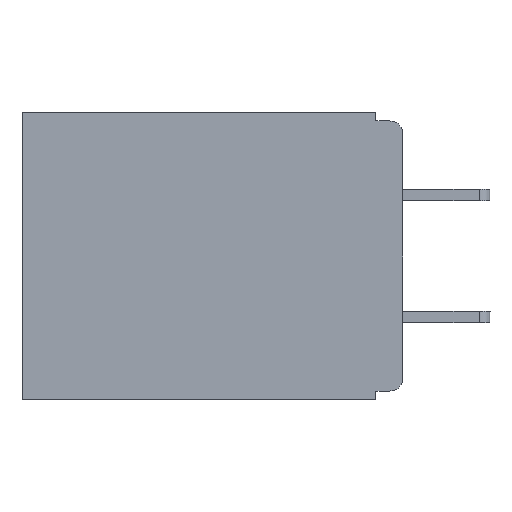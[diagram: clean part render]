
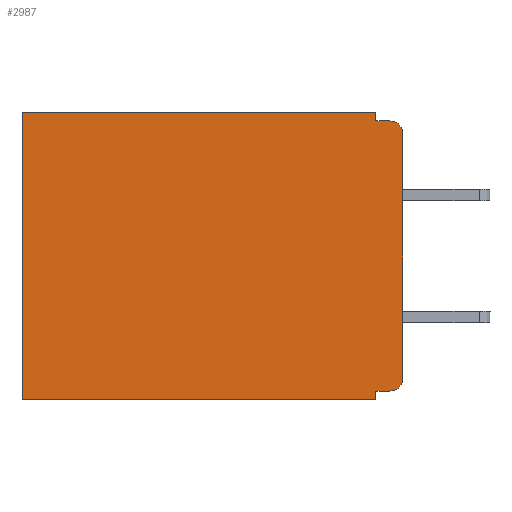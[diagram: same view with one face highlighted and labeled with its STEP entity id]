
A CAD part, left-side view. The second image highlights one B-rep face of the part: STEP entity #2987.
In plain terms, the highlighted planar face has unit normal (-1, 0, 0).
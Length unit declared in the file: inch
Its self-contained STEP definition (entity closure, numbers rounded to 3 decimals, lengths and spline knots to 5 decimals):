
#40 = AXIS2_PLACEMENT_3D ( 'NONE', #1789, #5020, #7497 ) ;
#94 = EDGE_CURVE ( 'NONE', #10534, #5976, #4059, .T. ) ;
#205 = EDGE_CURVE ( 'NONE', #6526, #6159, #9996, .T. ) ;
#208 = VECTOR ( 'NONE', #720, 39.37008 ) ;
#311 = CARTESIAN_POINT ( 'NONE',  ( 0.3, 0.031, -0.33 ) ) ;
#326 = CARTESIAN_POINT ( 'NONE',  ( 0.3, 0., 0. ) ) ;
#364 = VERTEX_POINT ( 'NONE', #9886 ) ;
#387 = LINE ( 'NONE', #10251, #2069 ) ;
#426 = VERTEX_POINT ( 'NONE', #2445 ) ;
#453 = EDGE_CURVE ( 'NONE', #10155, #426, #10529, .T. ) ;
#554 = DIRECTION ( 'NONE',  ( 0., 1., 0. ) ) ;
#720 = DIRECTION ( 'NONE',  ( 0., 0., -1. ) ) ;
#894 = VECTOR ( 'NONE', #7684, 39.37008 ) ;
#907 = ORIENTED_EDGE ( 'NONE', *, *, #453, .F. ) ;
#998 = CARTESIAN_POINT ( 'NONE',  ( 0.3, 0.015, -0.025 ) ) ;
#1177 = ORIENTED_EDGE ( 'NONE', *, *, #94, .F. ) ;
#1194 = CIRCLE ( 'NONE', #40, 0.015 ) ;
#1567 = VERTEX_POINT ( 'NONE', #3201 ) ;
#1593 = CARTESIAN_POINT ( 'NONE',  ( 0.3, 0., -0.305 ) ) ;
#1789 = CARTESIAN_POINT ( 'NONE',  ( 0.3, 0.015, -0.305 ) ) ;
#2011 = VECTOR ( 'NONE', #554, 39.37008 ) ;
#2012 = EDGE_CURVE ( 'NONE', #6526, #7982, #1194, .T. ) ;
#2069 = VECTOR ( 'NONE', #9357, 39.37008 ) ;
#2078 = CARTESIAN_POINT ( 'NONE',  ( 0.3, 0.031, -0.32 ) ) ;
#2445 = CARTESIAN_POINT ( 'NONE',  ( 0.3, 0.437, -0.33 ) ) ;
#2638 = CARTESIAN_POINT ( 'NONE',  ( 0.3, 0.031, 0. ) ) ;
#2710 = ORIENTED_EDGE ( 'NONE', *, *, #8803, .F. ) ;
#2757 = CARTESIAN_POINT ( 'NONE',  ( 0.3, 0.015, -0.32 ) ) ;
#2815 = EDGE_CURVE ( 'NONE', #1567, #5976, #4499, .T. ) ;
#2863 = CARTESIAN_POINT ( 'NONE',  ( 0.3, 0., -0.32 ) ) ;
#2920 = ORIENTED_EDGE ( 'NONE', *, *, #4941, .T. ) ;
#2987 = ADVANCED_FACE ( 'NONE', ( #10340 ), #6349, .F. ) ;
#3057 = DIRECTION ( 'NONE',  ( 1., 0., 0. ) ) ;
#3201 = CARTESIAN_POINT ( 'NONE',  ( 0.3, 0., -0.025 ) ) ;
#3448 = CARTESIAN_POINT ( 'NONE',  ( 0.3, 0., -0.33 ) ) ;
#3449 = CARTESIAN_POINT ( 'NONE',  ( 0.3, 0.015, -0.01 ) ) ;
#3671 = CARTESIAN_POINT ( 'NONE',  ( 0.3, 0., -0.01 ) ) ;
#3673 = AXIS2_PLACEMENT_3D ( 'NONE', #998, #8422, #7745 ) ;
#3797 = LINE ( 'NONE', #6711, #8455 ) ;
#3990 = CARTESIAN_POINT ( 'NONE',  ( 0.3, 0.031, -0.33 ) ) ;
#3995 = LINE ( 'NONE', #2638, #6576 ) ;
#4059 = LINE ( 'NONE', #3671, #4929 ) ;
#4111 = LINE ( 'NONE', #326, #894 ) ;
#4127 = DIRECTION ( 'NONE',  ( 0., 0., -1. ) ) ;
#4140 = DIRECTION ( 'NONE',  ( 0., 1., 0. ) ) ;
#4426 = LINE ( 'NONE', #3990, #208 ) ;
#4499 = CIRCLE ( 'NONE', #3673, 0.015 ) ;
#4635 = CARTESIAN_POINT ( 'NONE',  ( 0.3, 0., -0.33 ) ) ;
#4929 = VECTOR ( 'NONE', #7818, 39.37008 ) ;
#4941 = EDGE_CURVE ( 'NONE', #9660, #364, #4111, .T. ) ;
#5020 = DIRECTION ( 'NONE',  ( -1., 0., 0. ) ) ;
#5050 = CARTESIAN_POINT ( 'NONE',  ( 0.3, 0.031, 0. ) ) ;
#5425 = EDGE_CURVE ( 'NONE', #1567, #7982, #387, .T. ) ;
#5534 = DIRECTION ( 'NONE',  ( 0., 0., -1. ) ) ;
#5576 = VECTOR ( 'NONE', #4140, 39.37008 ) ;
#5976 = VERTEX_POINT ( 'NONE', #3449 ) ;
#6047 = DIRECTION ( 'NONE',  ( 0., 0., -1. ) ) ;
#6141 = ORIENTED_EDGE ( 'NONE', *, *, #205, .F. ) ;
#6159 = VERTEX_POINT ( 'NONE', #2078 ) ;
#6349 = PLANE ( 'NONE',  #7327 ) ;
#6526 = VERTEX_POINT ( 'NONE', #2757 ) ;
#6576 = VECTOR ( 'NONE', #6047, 39.37008 ) ;
#6711 = CARTESIAN_POINT ( 'NONE',  ( 0.3, 0.437, -0.33 ) ) ;
#7327 = AXIS2_PLACEMENT_3D ( 'NONE', #4635, #3057, #5534 ) ;
#7497 = DIRECTION ( 'NONE',  ( 0., 0., -1. ) ) ;
#7684 = DIRECTION ( 'NONE',  ( 0., 1., 0. ) ) ;
#7745 = DIRECTION ( 'NONE',  ( 0., 0., -1. ) ) ;
#7818 = DIRECTION ( 'NONE',  ( 0., -1., 0. ) ) ;
#7982 = VERTEX_POINT ( 'NONE', #1593 ) ;
#8403 = EDGE_LOOP ( 'NONE', ( #9602, #10314, #1177, #8882, #2920, #8848, #907, #2710, #6141, #8587 ) ) ;
#8422 = DIRECTION ( 'NONE',  ( -1., 0., 0. ) ) ;
#8455 = VECTOR ( 'NONE', #4127, 39.37008 ) ;
#8587 = ORIENTED_EDGE ( 'NONE', *, *, #2012, .T. ) ;
#8803 = EDGE_CURVE ( 'NONE', #6159, #10155, #4426, .T. ) ;
#8844 = EDGE_CURVE ( 'NONE', #364, #426, #3797, .T. ) ;
#8848 = ORIENTED_EDGE ( 'NONE', *, *, #8844, .T. ) ;
#8882 = ORIENTED_EDGE ( 'NONE', *, *, #9787, .F. ) ;
#9357 = DIRECTION ( 'NONE',  ( 0., 0., -1. ) ) ;
#9602 = ORIENTED_EDGE ( 'NONE', *, *, #5425, .F. ) ;
#9660 = VERTEX_POINT ( 'NONE', #5050 ) ;
#9787 = EDGE_CURVE ( 'NONE', #9660, #10534, #3995, .T. ) ;
#9886 = CARTESIAN_POINT ( 'NONE',  ( 0.3, 0.437, 0. ) ) ;
#9996 = LINE ( 'NONE', #2863, #2011 ) ;
#10155 = VERTEX_POINT ( 'NONE', #311 ) ;
#10251 = CARTESIAN_POINT ( 'NONE',  ( 0.3, 0., -0.33 ) ) ;
#10314 = ORIENTED_EDGE ( 'NONE', *, *, #2815, .T. ) ;
#10340 = FACE_OUTER_BOUND ( 'NONE', #8403, .T. ) ;
#10529 = LINE ( 'NONE', #3448, #5576 ) ;
#10534 = VERTEX_POINT ( 'NONE', #10548 ) ;
#10548 = CARTESIAN_POINT ( 'NONE',  ( 0.3, 0.031, -0.01 ) ) ;
